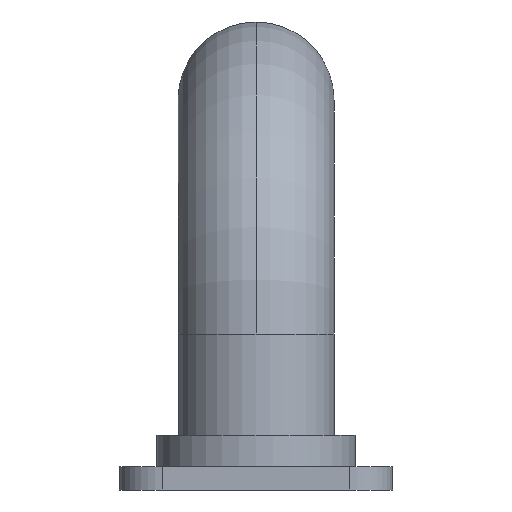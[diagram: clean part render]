
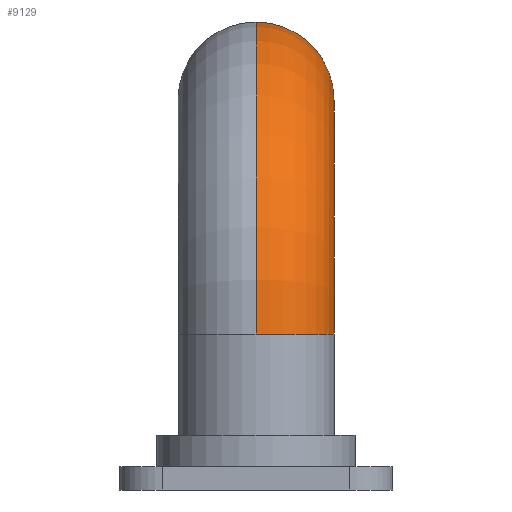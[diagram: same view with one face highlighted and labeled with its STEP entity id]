
A CAD part, front view. The second image highlights one B-rep face of the part: STEP entity #9129.
In plain terms, the highlighted toroidal (fillet/blend) face has major radius 30 mm and minor radius 10 mm.
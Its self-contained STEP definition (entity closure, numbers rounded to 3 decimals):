
#424 = EDGE_LOOP ( 'NONE', ( #2504, #5948, #8945, #9197, #5491 ) ) ;
#630 = DIRECTION ( 'NONE',  ( 1., 0., 0. ) ) ;
#1007 = CIRCLE ( 'NONE', #7775, 40. ) ;
#1171 = VERTEX_POINT ( 'NONE', #2461 ) ;
#1496 = VERTEX_POINT ( 'NONE', #9985 ) ;
#1882 = CARTESIAN_POINT ( 'NONE',  ( 0., -80., 20. ) ) ;
#2143 = CARTESIAN_POINT ( 'NONE',  ( 0., -60., 60. ) ) ;
#2162 = DIRECTION ( 'NONE',  ( 0., 0., -1. ) ) ;
#2275 = DIRECTION ( 'NONE',  ( 0., -1., 0. ) ) ;
#2461 = CARTESIAN_POINT ( 'NONE',  ( 0., -60., 40. ) ) ;
#2504 = ORIENTED_EDGE ( 'NONE', *, *, #8868, .T. ) ;
#2519 = CARTESIAN_POINT ( 'NONE',  ( 10., -90., 20. ) ) ;
#2970 = CARTESIAN_POINT ( 'NONE',  ( 0., -60., 50. ) ) ;
#2982 = AXIS2_PLACEMENT_3D ( 'NONE', #8364, #3766, #2162 ) ;
#3021 = FACE_OUTER_BOUND ( 'NONE', #424, .T. ) ;
#3271 = CIRCLE ( 'NONE', #5976, 10. ) ;
#3323 = DIRECTION ( 'NONE',  ( 1., 0., 0. ) ) ;
#3696 = CARTESIAN_POINT ( 'NONE',  ( 0., -90., 20. ) ) ;
#3766 = DIRECTION ( 'NONE',  ( 1., 0., 0. ) ) ;
#4210 = AXIS2_PLACEMENT_3D ( 'NONE', #3696, #8436, #4466 ) ;
#4466 = DIRECTION ( 'NONE',  ( 1., 0., 0. ) ) ;
#4535 = EDGE_CURVE ( 'NONE', #7135, #1496, #7694, .T. ) ;
#4707 = CARTESIAN_POINT ( 'NONE',  ( 0., -60., 20. ) ) ;
#5051 = DIRECTION ( 'NONE',  ( 0., 0., -1. ) ) ;
#5067 = EDGE_CURVE ( 'NONE', #6819, #1496, #1007, .T. ) ;
#5148 = CIRCLE ( 'NONE', #7040, 10. ) ;
#5383 = TOROIDAL_SURFACE ( 'NONE', #2982, 30., 10. ) ;
#5491 = ORIENTED_EDGE ( 'NONE', *, *, #8418, .F. ) ;
#5879 = CARTESIAN_POINT ( 'NONE',  ( 0., -90., 20. ) ) ;
#5948 = ORIENTED_EDGE ( 'NONE', *, *, #5067, .T. ) ;
#5976 = AXIS2_PLACEMENT_3D ( 'NONE', #2970, #2275, #630 ) ;
#6224 = VERTEX_POINT ( 'NONE', #1882 ) ;
#6773 = DIRECTION ( 'NONE',  ( 1., 0., 0. ) ) ;
#6819 = VERTEX_POINT ( 'NONE', #2143 ) ;
#7040 = AXIS2_PLACEMENT_3D ( 'NONE', #5879, #5051, #6773 ) ;
#7135 = VERTEX_POINT ( 'NONE', #2519 ) ;
#7694 = CIRCLE ( 'NONE', #4210, 10. ) ;
#7719 = EDGE_CURVE ( 'NONE', #6224, #7135, #5148, .T. ) ;
#7775 = AXIS2_PLACEMENT_3D ( 'NONE', #4707, #9538, #7873 ) ;
#7873 = DIRECTION ( 'NONE',  ( 0., 0., -1. ) ) ;
#8364 = CARTESIAN_POINT ( 'NONE',  ( 0., -60., 20. ) ) ;
#8418 = EDGE_CURVE ( 'NONE', #1171, #6224, #10099, .T. ) ;
#8436 = DIRECTION ( 'NONE',  ( 0., 0., -1. ) ) ;
#8498 = AXIS2_PLACEMENT_3D ( 'NONE', #8843, #3323, #8768 ) ;
#8768 = DIRECTION ( 'NONE',  ( 0., 0., -1. ) ) ;
#8843 = CARTESIAN_POINT ( 'NONE',  ( 0., -60., 20. ) ) ;
#8868 = EDGE_CURVE ( 'NONE', #1171, #6819, #3271, .T. ) ;
#8945 = ORIENTED_EDGE ( 'NONE', *, *, #4535, .F. ) ;
#9129 = ADVANCED_FACE ( 'NONE', ( #3021 ), #5383, .T. ) ;
#9197 = ORIENTED_EDGE ( 'NONE', *, *, #7719, .F. ) ;
#9538 = DIRECTION ( 'NONE',  ( 1., 0., 0. ) ) ;
#9985 = CARTESIAN_POINT ( 'NONE',  ( 0., -100., 20. ) ) ;
#10099 = CIRCLE ( 'NONE', #8498, 20. ) ;
